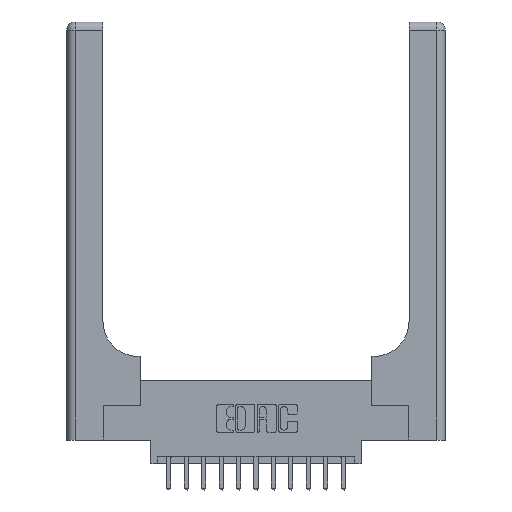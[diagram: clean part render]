
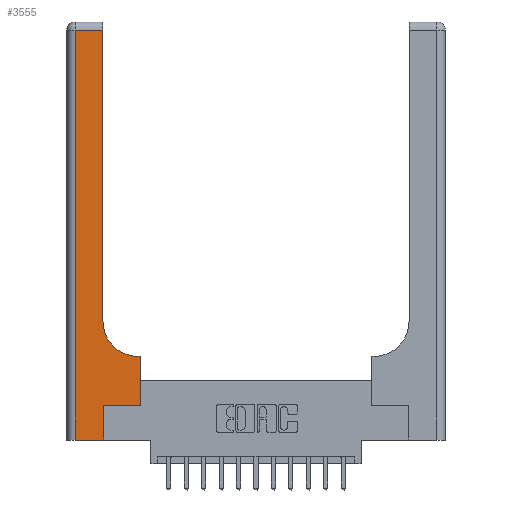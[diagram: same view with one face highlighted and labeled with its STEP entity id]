
A CAD part, top view. The second image highlights one B-rep face of the part: STEP entity #3555.
In plain terms, the highlighted planar face has unit normal (0, 0, 1).
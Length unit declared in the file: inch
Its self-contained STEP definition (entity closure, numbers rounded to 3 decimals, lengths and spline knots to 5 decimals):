
#4 = EDGE_CURVE ( 'NONE', #6981, #14325, #9129, .T. ) ;
#85 = DIRECTION ( 'NONE',  ( 0., 0., -1. ) ) ;
#257 = PLANE ( 'NONE',  #5100 ) ;
#383 = CARTESIAN_POINT ( 'NONE',  ( 0., 2.94, 0.37 ) ) ;
#386 = VECTOR ( 'NONE', #5792, 39.37008 ) ;
#646 = LINE ( 'NONE', #383, #9522 ) ;
#919 = ORIENTED_EDGE ( 'NONE', *, *, #13066, .T. ) ;
#932 = CARTESIAN_POINT ( 'NONE',  ( 0., 0., 0.37 ) ) ;
#1456 = DIRECTION ( 'NONE',  ( 0., 1., 0. ) ) ;
#1464 = EDGE_CURVE ( 'NONE', #8830, #6981, #646, .T. ) ;
#1479 = ORIENTED_EDGE ( 'NONE', *, *, #1864, .T. ) ;
#1864 = EDGE_CURVE ( 'NONE', #5335, #8830, #10751, .T. ) ;
#2333 = ORIENTED_EDGE ( 'NONE', *, *, #12876, .T. ) ;
#2366 = VERTEX_POINT ( 'NONE', #15486 ) ;
#2497 = CARTESIAN_POINT ( 'NONE',  ( 0.528, 0.25, 0.37 ) ) ;
#3356 = VECTOR ( 'NONE', #6443, 39.37008 ) ;
#3379 = LINE ( 'NONE', #15351, #11782 ) ;
#3555 = ADVANCED_FACE ( 'NONE', ( #14917 ), #257, .F. ) ;
#3721 = LINE ( 'NONE', #932, #6445 ) ;
#3786 = VERTEX_POINT ( 'NONE', #16897 ) ;
#4117 = CARTESIAN_POINT ( 'NONE',  ( 0.26, 3., 0.37 ) ) ;
#4227 = LINE ( 'NONE', #9714, #386 ) ;
#5100 = AXIS2_PLACEMENT_3D ( 'NONE', #10907, #5597, #8044 ) ;
#5120 = DIRECTION ( 'NONE',  ( 0., -1., 0. ) ) ;
#5241 = ORIENTED_EDGE ( 'NONE', *, *, #1464, .T. ) ;
#5308 = VERTEX_POINT ( 'NONE', #2497 ) ;
#5335 = VERTEX_POINT ( 'NONE', #16097 ) ;
#5528 = CARTESIAN_POINT ( 'NONE',  ( 0.265, 0.25, 0.37 ) ) ;
#5597 = DIRECTION ( 'NONE',  ( 0., 0., -1. ) ) ;
#5792 = DIRECTION ( 'NONE',  ( 1., 0., 0. ) ) ;
#6097 = CARTESIAN_POINT ( 'NONE',  ( 0.06, 0., 0.37 ) ) ;
#6402 = ORIENTED_EDGE ( 'NONE', *, *, #12883, .T. ) ;
#6443 = DIRECTION ( 'NONE',  ( -1., 0., 0. ) ) ;
#6445 = VECTOR ( 'NONE', #11164, 39.37008 ) ;
#6981 = VERTEX_POINT ( 'NONE', #15544 ) ;
#7415 = EDGE_CURVE ( 'NONE', #2366, #5335, #12769, .T. ) ;
#8044 = DIRECTION ( 'NONE',  ( -1., 0., 0. ) ) ;
#8830 = VERTEX_POINT ( 'NONE', #9469 ) ;
#8865 = CARTESIAN_POINT ( 'NONE',  ( 0.06, 3., 0.37 ) ) ;
#9056 = CARTESIAN_POINT ( 'NONE',  ( 0.26, 0.6, 0.37 ) ) ;
#9129 = LINE ( 'NONE', #8865, #10317 ) ;
#9469 = CARTESIAN_POINT ( 'NONE',  ( 0.26, 2.94, 0.37 ) ) ;
#9522 = VECTOR ( 'NONE', #11108, 39.37008 ) ;
#9714 = CARTESIAN_POINT ( 'NONE',  ( 0.265, 0.25, 0.37 ) ) ;
#10317 = VECTOR ( 'NONE', #5120, 39.37008 ) ;
#10377 = ORIENTED_EDGE ( 'NONE', *, *, #4, .T. ) ;
#10751 = LINE ( 'NONE', #4117, #16734 ) ;
#10839 = DIRECTION ( 'NONE',  ( 0., 1., 0. ) ) ;
#10907 = CARTESIAN_POINT ( 'NONE',  ( 0., 3., 0.37 ) ) ;
#11108 = DIRECTION ( 'NONE',  ( -1., 0., 0. ) ) ;
#11164 = DIRECTION ( 'NONE',  ( 1., 0., 0. ) ) ;
#11257 = ORIENTED_EDGE ( 'NONE', *, *, #7415, .T. ) ;
#11782 = VECTOR ( 'NONE', #16736, 39.37008 ) ;
#11871 = VERTEX_POINT ( 'NONE', #5528 ) ;
#12493 = AXIS2_PLACEMENT_3D ( 'NONE', #13349, #85, #13098 ) ;
#12769 = CIRCLE ( 'NONE', #12493, 0.25 ) ;
#12876 = EDGE_CURVE ( 'NONE', #14325, #3786, #3721, .T. ) ;
#12883 = EDGE_CURVE ( 'NONE', #17145, #2366, #16476, .T. ) ;
#12889 = EDGE_LOOP ( 'NONE', ( #1479, #5241, #10377, #2333, #16426, #17208, #919, #6402, #11257 ) ) ;
#13066 = EDGE_CURVE ( 'NONE', #5308, #17145, #14538, .T. ) ;
#13098 = DIRECTION ( 'NONE',  ( 1., 0., 0. ) ) ;
#13349 = CARTESIAN_POINT ( 'NONE',  ( 0.51, 0.85, 0.37 ) ) ;
#13406 = CARTESIAN_POINT ( 'NONE',  ( 0.528, 0.25, 0.37 ) ) ;
#13408 = VECTOR ( 'NONE', #1456, 39.37008 ) ;
#14325 = VERTEX_POINT ( 'NONE', #6097 ) ;
#14538 = LINE ( 'NONE', #13406, #13408 ) ;
#14917 = FACE_OUTER_BOUND ( 'NONE', #12889, .T. ) ;
#15351 = CARTESIAN_POINT ( 'NONE',  ( 0.265, 0., 0.37 ) ) ;
#15486 = CARTESIAN_POINT ( 'NONE',  ( 0.51, 0.6, 0.37 ) ) ;
#15544 = CARTESIAN_POINT ( 'NONE',  ( 0.06, 2.94, 0.37 ) ) ;
#15621 = EDGE_CURVE ( 'NONE', #3786, #11871, #3379, .T. ) ;
#16097 = CARTESIAN_POINT ( 'NONE',  ( 0.26, 0.85, 0.37 ) ) ;
#16386 = EDGE_CURVE ( 'NONE', #11871, #5308, #4227, .T. ) ;
#16426 = ORIENTED_EDGE ( 'NONE', *, *, #15621, .T. ) ;
#16476 = LINE ( 'NONE', #9056, #3356 ) ;
#16734 = VECTOR ( 'NONE', #10839, 39.37008 ) ;
#16736 = DIRECTION ( 'NONE',  ( 0., 1., 0. ) ) ;
#16897 = CARTESIAN_POINT ( 'NONE',  ( 0.265, 0., 0.37 ) ) ;
#16995 = CARTESIAN_POINT ( 'NONE',  ( 0.528, 0.6, 0.37 ) ) ;
#17145 = VERTEX_POINT ( 'NONE', #16995 ) ;
#17208 = ORIENTED_EDGE ( 'NONE', *, *, #16386, .T. ) ;
